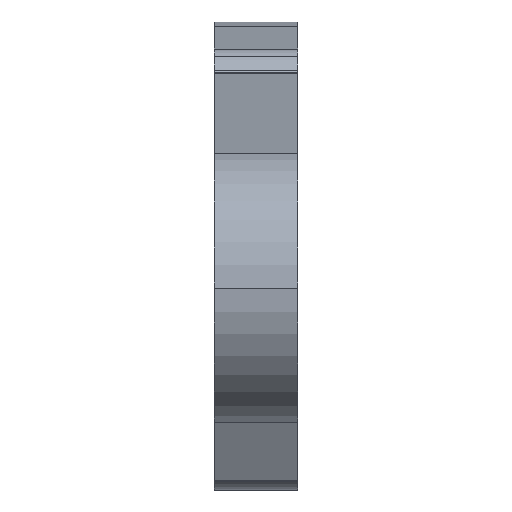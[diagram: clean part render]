
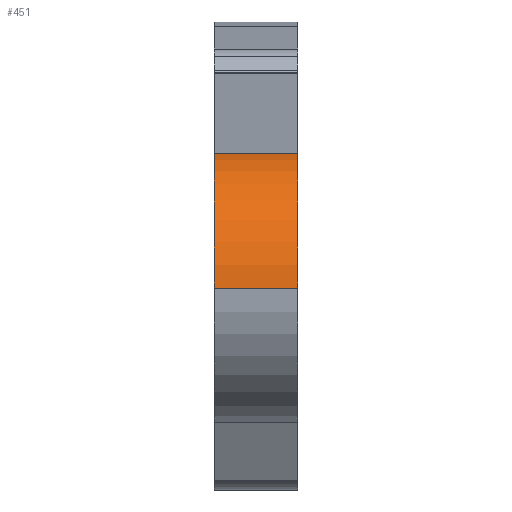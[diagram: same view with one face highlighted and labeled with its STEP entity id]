
A CAD part, left-side view. The second image highlights one B-rep face of the part: STEP entity #451.
In plain terms, the highlighted cylindrical face has radius 3.25 mm (diameter 6.5 mm), a partial arc.
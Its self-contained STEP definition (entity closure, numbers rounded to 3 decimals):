
#25 = DIRECTION ( 'NONE',  ( 0., 1., 0. ) ) ;
#27 = CARTESIAN_POINT ( 'NONE',  ( -16.75, 0., 0. ) ) ;
#39 = AXIS2_PLACEMENT_3D ( 'NONE', #1053, #806, #1194 ) ;
#103 = EDGE_CURVE ( 'NONE', #815, #887, #1196, .T. ) ;
#145 = CIRCLE ( 'NONE', #1111, 3.25 ) ;
#159 = VERTEX_POINT ( 'NONE', #1781 ) ;
#188 = CARTESIAN_POINT ( 'NONE',  ( -17.351, 0., 3.194 ) ) ;
#356 = CARTESIAN_POINT ( 'NONE',  ( -17.351, 2., 3.194 ) ) ;
#451 = ADVANCED_FACE ( 'NONE', ( #865 ), #744, .T. ) ;
#456 = DIRECTION ( 'NONE',  ( 0., 1., 0. ) ) ;
#579 = CARTESIAN_POINT ( 'NONE',  ( -20., 0., 0. ) ) ;
#583 = VECTOR ( 'NONE', #25, 1000. ) ;
#657 = VECTOR ( 'NONE', #1188, 1000. ) ;
#744 = CYLINDRICAL_SURFACE ( 'NONE', #39, 3.25 ) ;
#806 = DIRECTION ( 'NONE',  ( 0., 1., 0. ) ) ;
#815 = VERTEX_POINT ( 'NONE', #188 ) ;
#848 = DIRECTION ( 'NONE',  ( 0., 1., 0. ) ) ;
#865 = FACE_OUTER_BOUND ( 'NONE', #870, .T. ) ;
#870 = EDGE_LOOP ( 'NONE', ( #1688, #1574, #1297, #928 ) ) ;
#887 = VERTEX_POINT ( 'NONE', #356 ) ;
#928 = ORIENTED_EDGE ( 'NONE', *, *, #1733, .F. ) ;
#1003 = DIRECTION ( 'NONE',  ( 1., 0., 0. ) ) ;
#1049 = CARTESIAN_POINT ( 'NONE',  ( -20., 2., 0. ) ) ;
#1053 = CARTESIAN_POINT ( 'NONE',  ( -16.75, 0., 0. ) ) ;
#1111 = AXIS2_PLACEMENT_3D ( 'NONE', #27, #456, #1757 ) ;
#1145 = VERTEX_POINT ( 'NONE', #1049 ) ;
#1188 = DIRECTION ( 'NONE',  ( 0., 1., 0. ) ) ;
#1194 = DIRECTION ( 'NONE',  ( -1., 0., 0. ) ) ;
#1196 = LINE ( 'NONE', #1626, #583 ) ;
#1297 = ORIENTED_EDGE ( 'NONE', *, *, #103, .T. ) ;
#1338 = CARTESIAN_POINT ( 'NONE',  ( -16.75, 2., 0. ) ) ;
#1428 = CIRCLE ( 'NONE', #1547, 3.25 ) ;
#1453 = EDGE_CURVE ( 'NONE', #159, #1145, #1634, .T. ) ;
#1547 = AXIS2_PLACEMENT_3D ( 'NONE', #1338, #848, #1003 ) ;
#1574 = ORIENTED_EDGE ( 'NONE', *, *, #1848, .T. ) ;
#1626 = CARTESIAN_POINT ( 'NONE',  ( -17.351, 0., 3.194 ) ) ;
#1634 = LINE ( 'NONE', #579, #657 ) ;
#1688 = ORIENTED_EDGE ( 'NONE', *, *, #1453, .F. ) ;
#1733 = EDGE_CURVE ( 'NONE', #1145, #887, #1428, .T. ) ;
#1757 = DIRECTION ( 'NONE',  ( 1., 0., 0. ) ) ;
#1781 = CARTESIAN_POINT ( 'NONE',  ( -20., 0., 0. ) ) ;
#1848 = EDGE_CURVE ( 'NONE', #159, #815, #145, .T. ) ;
